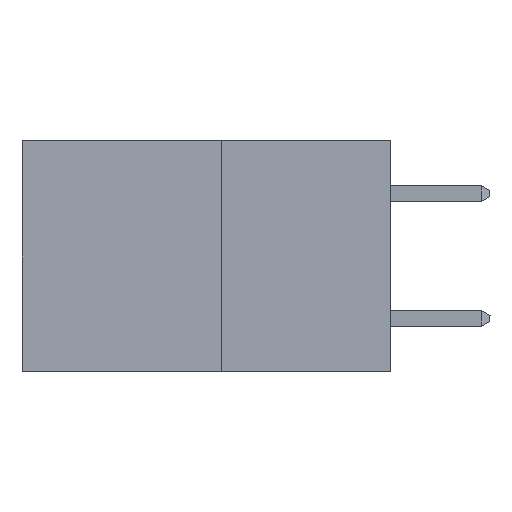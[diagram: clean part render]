
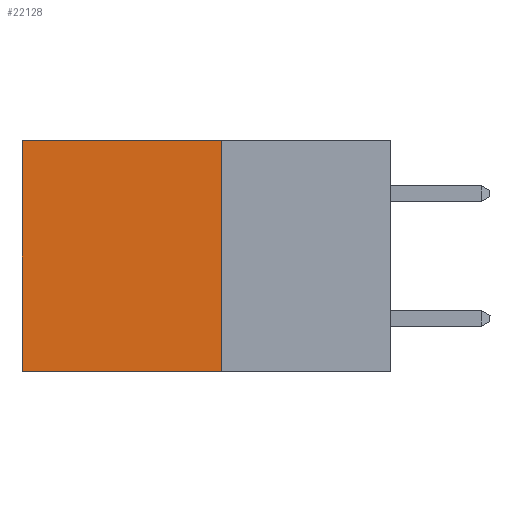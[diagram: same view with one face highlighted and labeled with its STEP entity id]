
A CAD part, left-side view. The second image highlights one B-rep face of the part: STEP entity #22128.
In plain terms, the highlighted planar face has unit normal (-1, 0, 0).
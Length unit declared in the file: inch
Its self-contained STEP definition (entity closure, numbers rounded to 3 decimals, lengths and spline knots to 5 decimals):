
#68 = VECTOR ( 'NONE', #9232, 39.37008 ) ;
#153 = CARTESIAN_POINT ( 'NONE',  ( 0.277, 0.27, 0. ) ) ;
#280 = VERTEX_POINT ( 'NONE', #26737 ) ;
#1464 = EDGE_CURVE ( 'NONE', #18915, #5332, #21221, .T. ) ;
#1965 = CARTESIAN_POINT ( 'NONE',  ( 0.277, 0.27, 0. ) ) ;
#2045 = EDGE_LOOP ( 'NONE', ( #26389, #20232, #10174, #19143 ) ) ;
#5332 = VERTEX_POINT ( 'NONE', #36063 ) ;
#6218 = CARTESIAN_POINT ( 'NONE',  ( 0.277, 0.27, -0.37 ) ) ;
#6544 = DIRECTION ( 'NONE',  ( 1., 0., 0. ) ) ;
#7065 = CARTESIAN_POINT ( 'NONE',  ( 0.277, 0.59, -0.37 ) ) ;
#9232 = DIRECTION ( 'NONE',  ( 0., 1., 0. ) ) ;
#9464 = VERTEX_POINT ( 'NONE', #6218 ) ;
#10174 = ORIENTED_EDGE ( 'NONE', *, *, #36130, .F. ) ;
#11002 = DIRECTION ( 'NONE',  ( 0., 0., -1. ) ) ;
#14581 = VECTOR ( 'NONE', #11002, 39.37008 ) ;
#16074 = LINE ( 'NONE', #25966, #68 ) ;
#18915 = VERTEX_POINT ( 'NONE', #1965 ) ;
#19143 = ORIENTED_EDGE ( 'NONE', *, *, #1464, .T. ) ;
#20232 = ORIENTED_EDGE ( 'NONE', *, *, #28287, .F. ) ;
#20541 = FACE_OUTER_BOUND ( 'NONE', #2045, .T. ) ;
#21116 = DIRECTION ( 'NONE',  ( 0., 0., -1. ) ) ;
#21126 = LINE ( 'NONE', #27796, #14581 ) ;
#21221 = LINE ( 'NONE', #153, #27792 ) ;
#22128 = ADVANCED_FACE ( 'NONE', ( #20541 ), #31705, .F. ) ;
#22793 = DIRECTION ( 'NONE',  ( 0., 1., 0. ) ) ;
#23312 = CARTESIAN_POINT ( 'NONE',  ( 0.277, 0.27, -0.37 ) ) ;
#25966 = CARTESIAN_POINT ( 'NONE',  ( 0.277, 0.27, -0.37 ) ) ;
#26273 = DIRECTION ( 'NONE',  ( 0., 0., -1. ) ) ;
#26389 = ORIENTED_EDGE ( 'NONE', *, *, #26642, .T. ) ;
#26400 = LINE ( 'NONE', #7065, #32896 ) ;
#26642 = EDGE_CURVE ( 'NONE', #5332, #280, #26400, .T. ) ;
#26737 = CARTESIAN_POINT ( 'NONE',  ( 0.277, 0.59, -0.37 ) ) ;
#27792 = VECTOR ( 'NONE', #22793, 39.37008 ) ;
#27796 = CARTESIAN_POINT ( 'NONE',  ( 0.277, 0.27, -0.37 ) ) ;
#28287 = EDGE_CURVE ( 'NONE', #9464, #280, #16074, .T. ) ;
#31705 = PLANE ( 'NONE',  #34575 ) ;
#32896 = VECTOR ( 'NONE', #21116, 39.37008 ) ;
#34575 = AXIS2_PLACEMENT_3D ( 'NONE', #23312, #6544, #26273 ) ;
#36063 = CARTESIAN_POINT ( 'NONE',  ( 0.277, 0.59, 0. ) ) ;
#36130 = EDGE_CURVE ( 'NONE', #18915, #9464, #21126, .T. ) ;
